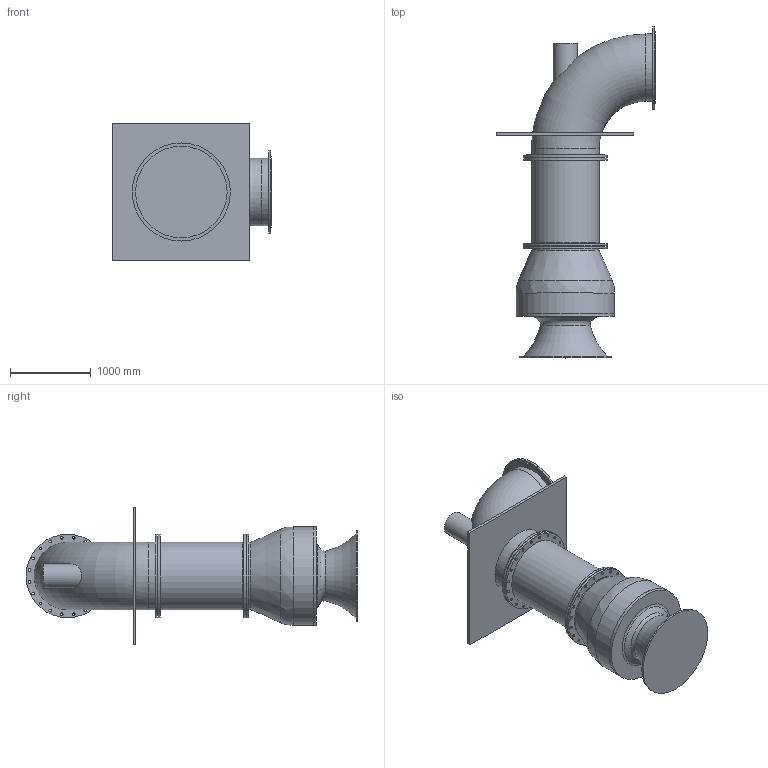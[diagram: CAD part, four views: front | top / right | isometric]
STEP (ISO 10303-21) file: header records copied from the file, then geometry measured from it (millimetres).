
FILE_DESCRIPTION(/* description */ (''),/* implementation_level */ '2;1');
FILE_NAME(/* name */ '',/* time_stamp */ '2023-04-18T19:16:13+09:00',/* author */ (''),/* organization */ (''),/* preprocessor_version */ 'ST-DEVELOPER v19.2',/* originating_system */ 'Autodesk Translation Framework v12.4.0.73',/* authorisation */ '');
FILE_SCHEMA (('AUTOMOTIVE_DESIGN { 1 0 10303 214 3 1 1 }'));
Length unit declared in the file: millimetre
Products named in the file (5): 斜流ポンプ_800; 800x50L水協 v1; 800x50L水協 v1 (1); 800x50L水協 v1 (2); 800水協曲管 v1
Assembly tree (4 placements, depth 2):
  斜流ポンプ_800
    800x50L水協 v1
    800x50L水協 v1 (1)
    800x50L水協 v1 (2)
    800水協曲管 v1
Bounding box: 1965 x 4116.22 x 1700 mm (x, y, z)
Volume: 1376528084.4 mm3; surface area: 32446591.1 mm2
Topology: 4 solids, 4 shells, 169 faces, 425 edges, 285 vertices
Faces by surface type: cylinder 126, plane 33, torus 7, cone 2, bspline 1
Full cylindrical faces by diameter (mm): 33 x100, 300 x2, 800 x5, 836 x5, 886 x5, 988.553 x1, 1034 x5, 1136 x1, 1216 x2
Entity records: 6395 total; most frequent: CARTESIAN_POINT 1522, DIRECTION 1040, ORIENTED_EDGE 850, AXIS2_PLACEMENT_3D 450, EDGE_CURVE 425, EDGE_LOOP 394, VERTEX_POINT 285, CIRCLE 273
